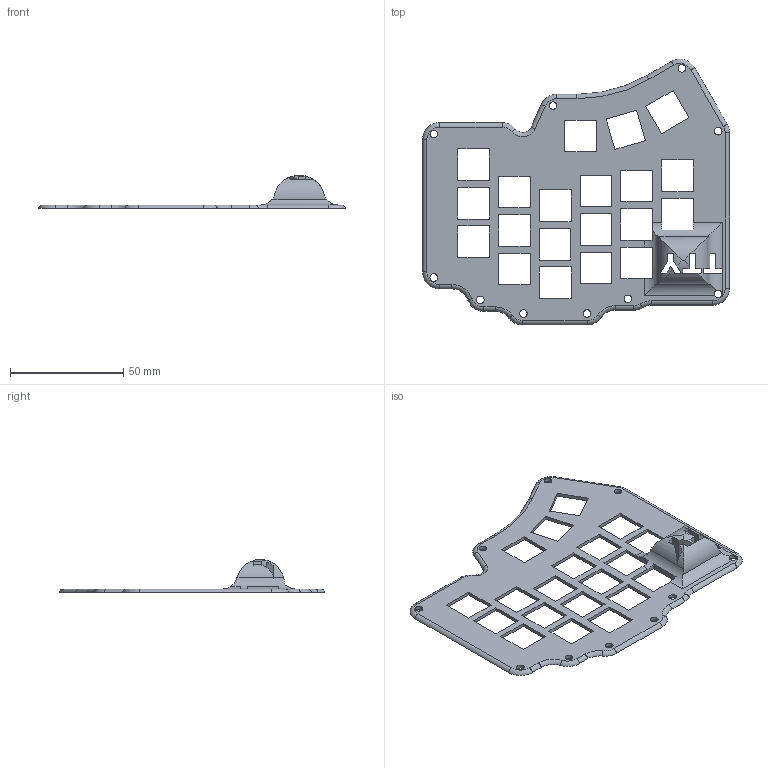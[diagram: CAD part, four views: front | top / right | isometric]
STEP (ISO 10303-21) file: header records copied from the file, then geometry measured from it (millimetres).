
FILE_DESCRIPTION(/* description */ (''),/* implementation_level */ '2;1');
FILE_NAME(/* name */ 'Upper Right.step',/* time_stamp */ '2026-01-09T23:20:58+05:30',/* author */ (''),/* organization */ (''),/* preprocessor_version */ 'ST-DEVELOPER v20.1',/* originating_system */ 'Autodesk Translation Framework v14.21.0.0',/* authorisation */ '');
FILE_SCHEMA (('AUTOMOTIVE_DESIGN { 1 0 10303 214 3 1 1 }'));
Length unit declared in the file: millimetre
Products named in the file (1): 2026-01-07-18-22-40-019
Bounding box: 135.37 x 117.18 x 14.5 mm (x, y, z)
Volume: 16339.6 mm3; surface area: 20489.5 mm2
Topology: 1 solids, 1 shells, 158 faces, 482 edges, 320 vertices
Faces by surface type: plane 108, cylinder 33, torus 17
Full cylindrical faces by diameter (mm): 3.4 x10
Entity records: 5591 total; most frequent: CARTESIAN_POINT 1004, ORIENTED_EDGE 964, DIRECTION 915, EDGE_CURVE 482, LINE 355, VECTOR 355, VERTEX_POINT 320, AXIS2_PLACEMENT_3D 280
